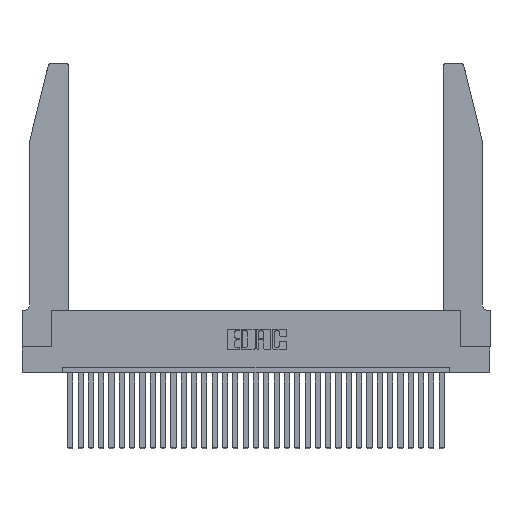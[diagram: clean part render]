
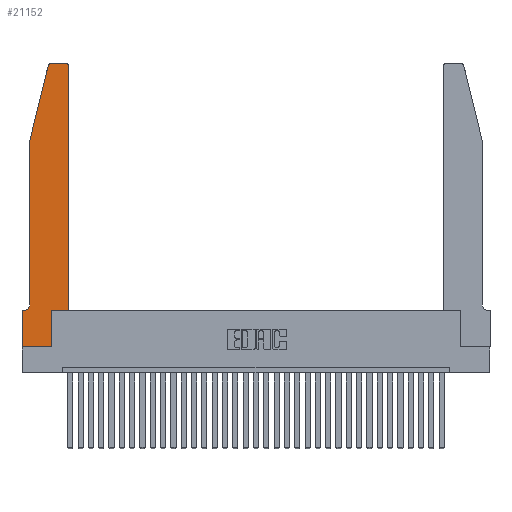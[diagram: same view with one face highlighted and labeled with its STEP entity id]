
A CAD part, top view. The second image highlights one B-rep face of the part: STEP entity #21152.
In plain terms, the highlighted planar face has unit normal (0, 0, 1).
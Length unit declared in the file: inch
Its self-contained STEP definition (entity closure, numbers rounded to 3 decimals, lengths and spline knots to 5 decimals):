
#474 = ORIENTED_EDGE ( 'NONE', *, *, #22812, .T. ) ;
#560 = LINE ( 'NONE', #20555, #9352 ) ;
#1109 = DIRECTION ( 'NONE',  ( 0., 0., 1. ) ) ;
#1318 = CARTESIAN_POINT ( 'NONE',  ( 0., 0.35, 0.37 ) ) ;
#1528 = DIRECTION ( 'NONE',  ( 0., -1., 0. ) ) ;
#1700 = VERTEX_POINT ( 'NONE', #4397 ) ;
#1895 = CARTESIAN_POINT ( 'NONE',  ( 0.0755, 2., 0.37 ) ) ;
#1923 = DIRECTION ( 'NONE',  ( -1., 0., 0. ) ) ;
#2316 = ORIENTED_EDGE ( 'NONE', *, *, #11874, .T. ) ;
#2368 = DIRECTION ( 'NONE',  ( 1., 0., 0. ) ) ;
#2567 = VECTOR ( 'NONE', #14616, 39.37008 ) ;
#2711 = ORIENTED_EDGE ( 'NONE', *, *, #31158, .T. ) ;
#3845 = VERTEX_POINT ( 'NONE', #8711 ) ;
#4397 = CARTESIAN_POINT ( 'NONE',  ( 0.25487, 2.72718, 0.37 ) ) ;
#4739 = CIRCLE ( 'NONE', #27040, 0.03 ) ;
#4811 = CIRCLE ( 'NONE', #21987, 0.07 ) ;
#5015 = EDGE_CURVE ( 'NONE', #8590, #26894, #13199, .T. ) ;
#5039 = ORIENTED_EDGE ( 'NONE', *, *, #6902, .T. ) ;
#5271 = DIRECTION ( 'NONE',  ( -0.239, -0.971, 0. ) ) ;
#5435 = ORIENTED_EDGE ( 'NONE', *, *, #9021, .T. ) ;
#5902 = DIRECTION ( 'NONE',  ( 1., 0., 0. ) ) ;
#6625 = CARTESIAN_POINT ( 'NONE',  ( 0.2865, 0., 0.37 ) ) ;
#6902 = EDGE_CURVE ( 'NONE', #30867, #31845, #4739, .T. ) ;
#8590 = VERTEX_POINT ( 'NONE', #8804 ) ;
#8711 = CARTESIAN_POINT ( 'NONE',  ( 0.284, 2.75, 0.37 ) ) ;
#8804 = CARTESIAN_POINT ( 'NONE',  ( 0.2865, 0.35, 0.37 ) ) ;
#9021 = EDGE_CURVE ( 'NONE', #26894, #30867, #10139, .T. ) ;
#9352 = VECTOR ( 'NONE', #5271, 39.37008 ) ;
#9845 = CARTESIAN_POINT ( 'NONE',  ( 0.4505, 0.35, 0.37 ) ) ;
#10139 = LINE ( 'NONE', #19970, #2567 ) ;
#10683 = VECTOR ( 'NONE', #11482, 39.37008 ) ;
#10687 = AXIS2_PLACEMENT_3D ( 'NONE', #1318, #1109, #21602 ) ;
#10906 = ORIENTED_EDGE ( 'NONE', *, *, #25269, .T. ) ;
#11482 = DIRECTION ( 'NONE',  ( -1., 0., 0. ) ) ;
#11874 = EDGE_CURVE ( 'NONE', #15541, #8590, #17953, .T. ) ;
#12309 = DIRECTION ( 'NONE',  ( 0., 1., 0. ) ) ;
#12703 = LINE ( 'NONE', #14845, #25453 ) ;
#12866 = ORIENTED_EDGE ( 'NONE', *, *, #16373, .T. ) ;
#12897 = EDGE_CURVE ( 'NONE', #31845, #3845, #23460, .T. ) ;
#13199 = LINE ( 'NONE', #9845, #21582 ) ;
#13574 = VERTEX_POINT ( 'NONE', #13672 ) ;
#13605 = CARTESIAN_POINT ( 'NONE',  ( 0.4205, 2.72, 0.37 ) ) ;
#13672 = CARTESIAN_POINT ( 'NONE',  ( 0., 0.35, 0.37 ) ) ;
#14422 = VERTEX_POINT ( 'NONE', #1895 ) ;
#14616 = DIRECTION ( 'NONE',  ( 0., 1., 0. ) ) ;
#14845 = CARTESIAN_POINT ( 'NONE',  ( 0., 0., 0.37 ) ) ;
#15541 = VERTEX_POINT ( 'NONE', #6625 ) ;
#16373 = EDGE_CURVE ( 'NONE', #13574, #24348, #21000, .T. ) ;
#16817 = CARTESIAN_POINT ( 'NONE',  ( 0.0755, 2., 0.37 ) ) ;
#17301 = DIRECTION ( 'NONE',  ( 0., 0., -1. ) ) ;
#17408 = CARTESIAN_POINT ( 'NONE',  ( 0.0055, 0.42, 0.37 ) ) ;
#17953 = LINE ( 'NONE', #20249, #30362 ) ;
#18042 = VECTOR ( 'NONE', #1528, 39.37008 ) ;
#18333 = FACE_OUTER_BOUND ( 'NONE', #22948, .T. ) ;
#19098 = CARTESIAN_POINT ( 'NONE',  ( 0.4505, 0.35, 0.37 ) ) ;
#19970 = CARTESIAN_POINT ( 'NONE',  ( 0.4505, 0.35, 0.37 ) ) ;
#20249 = CARTESIAN_POINT ( 'NONE',  ( 0.2865, 0.35, 0.37 ) ) ;
#20432 = CARTESIAN_POINT ( 'NONE',  ( 0.4505, 2.72, 0.37 ) ) ;
#20555 = CARTESIAN_POINT ( 'NONE',  ( 0.0755, 2., 0.37 ) ) ;
#21000 = LINE ( 'NONE', #24246, #22621 ) ;
#21152 = ADVANCED_FACE ( 'NONE', ( #18333 ), #26626, .T. ) ;
#21182 = DIRECTION ( 'NONE',  ( 0., 0., 1. ) ) ;
#21582 = VECTOR ( 'NONE', #32847, 39.37008 ) ;
#21602 = DIRECTION ( 'NONE',  ( 1., 0., 0. ) ) ;
#21987 = AXIS2_PLACEMENT_3D ( 'NONE', #17408, #17301, #1923 ) ;
#22207 = EDGE_CURVE ( 'NONE', #24348, #15541, #12703, .T. ) ;
#22621 = VECTOR ( 'NONE', #24129, 39.37008 ) ;
#22770 = VECTOR ( 'NONE', #23393, 39.37008 ) ;
#22812 = EDGE_CURVE ( 'NONE', #3845, #1700, #32669, .T. ) ;
#22948 = EDGE_LOOP ( 'NONE', ( #32770, #474, #10906, #27686, #2711, #24250, #12866, #27779, #2316, #28218, #5435, #5039 ) ) ;
#23393 = DIRECTION ( 'NONE',  ( -1., 0., 0. ) ) ;
#23460 = LINE ( 'NONE', #24637, #10683 ) ;
#24129 = DIRECTION ( 'NONE',  ( 0., -1., 0. ) ) ;
#24246 = CARTESIAN_POINT ( 'NONE',  ( 0., 0., 0.37 ) ) ;
#24250 = ORIENTED_EDGE ( 'NONE', *, *, #30859, .T. ) ;
#24348 = VERTEX_POINT ( 'NONE', #25587 ) ;
#24637 = CARTESIAN_POINT ( 'NONE',  ( 0.2605, 2.75, 0.37 ) ) ;
#24855 = LINE ( 'NONE', #16817, #18042 ) ;
#25269 = EDGE_CURVE ( 'NONE', #1700, #14422, #560, .T. ) ;
#25453 = VECTOR ( 'NONE', #2368, 39.37008 ) ;
#25587 = CARTESIAN_POINT ( 'NONE',  ( 0., 0., 0.37 ) ) ;
#25691 = AXIS2_PLACEMENT_3D ( 'NONE', #27302, #29668, #32242 ) ;
#26626 = PLANE ( 'NONE',  #10687 ) ;
#26894 = VERTEX_POINT ( 'NONE', #19098 ) ;
#27040 = AXIS2_PLACEMENT_3D ( 'NONE', #13605, #21182, #5902 ) ;
#27302 = CARTESIAN_POINT ( 'NONE',  ( 0.284, 2.72, 0.37 ) ) ;
#27318 = CARTESIAN_POINT ( 'NONE',  ( 0.0755, 0.42, 0.37 ) ) ;
#27686 = ORIENTED_EDGE ( 'NONE', *, *, #29940, .T. ) ;
#27779 = ORIENTED_EDGE ( 'NONE', *, *, #22207, .T. ) ;
#28218 = ORIENTED_EDGE ( 'NONE', *, *, #5015, .T. ) ;
#29668 = DIRECTION ( 'NONE',  ( 0., 0., 1. ) ) ;
#29940 = EDGE_CURVE ( 'NONE', #14422, #31212, #24855, .T. ) ;
#30202 = CARTESIAN_POINT ( 'NONE',  ( 0.4205, 2.75, 0.37 ) ) ;
#30362 = VECTOR ( 'NONE', #12309, 39.37008 ) ;
#30859 = EDGE_CURVE ( 'NONE', #32122, #13574, #32369, .T. ) ;
#30867 = VERTEX_POINT ( 'NONE', #20432 ) ;
#30892 = CARTESIAN_POINT ( 'NONE',  ( 0.0755, 0.35, 0.37 ) ) ;
#31158 = EDGE_CURVE ( 'NONE', #31212, #32122, #4811, .T. ) ;
#31212 = VERTEX_POINT ( 'NONE', #27318 ) ;
#31845 = VERTEX_POINT ( 'NONE', #30202 ) ;
#32122 = VERTEX_POINT ( 'NONE', #33034 ) ;
#32242 = DIRECTION ( 'NONE',  ( 1., 0., 0. ) ) ;
#32369 = LINE ( 'NONE', #30892, #22770 ) ;
#32669 = CIRCLE ( 'NONE', #25691, 0.03 ) ;
#32770 = ORIENTED_EDGE ( 'NONE', *, *, #12897, .T. ) ;
#32847 = DIRECTION ( 'NONE',  ( 1., 0., 0. ) ) ;
#33034 = CARTESIAN_POINT ( 'NONE',  ( 0.0055, 0.35, 0.37 ) ) ;
